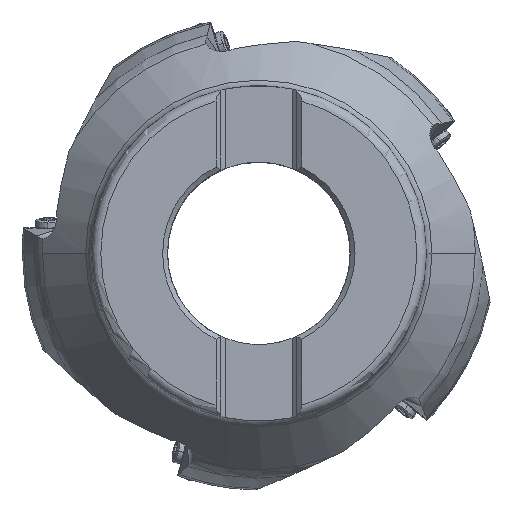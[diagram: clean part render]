
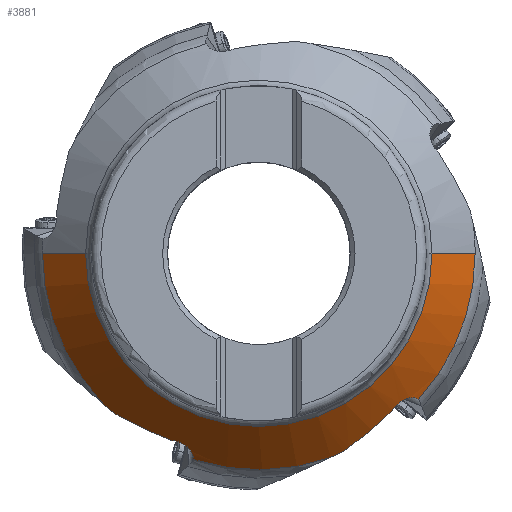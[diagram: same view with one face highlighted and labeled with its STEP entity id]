
A CAD part, top view. The second image highlights one B-rep face of the part: STEP entity #3881.
In plain terms, the highlighted conical face has half-angle 40 degrees and reference radius 40.672 mm.
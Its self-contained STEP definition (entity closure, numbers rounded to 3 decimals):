
#238=CONICAL_SURFACE('',#15096,40.672,40.);
#384=B_SPLINE_CURVE_WITH_KNOTS('',3,(#21038,#21039,#21040,#21041),
 .UNSPECIFIED.,.F.,.F.,(4,4),(0.,1.),.UNSPECIFIED.);
#578=B_SPLINE_CURVE_WITH_KNOTS('',3,(#24058,#24059,#24060,#24061,#24062,
#24063,#24064,#24065,#24066,#24067,#24068,#24069,#24070,#24071,#24072,#24073,
#24074,#24075,#24076),.UNSPECIFIED.,.F.,.F.,(4,3,3,3,3,3,4),(0.,0.181,
0.362,0.54,0.714,0.888,
1.),.UNSPECIFIED.);
#580=B_SPLINE_CURVE_WITH_KNOTS('',3,(#24085,#24086,#24087,#24088),
 .UNSPECIFIED.,.F.,.F.,(4,4),(0.,1.),.UNSPECIFIED.);
#584=B_SPLINE_CURVE_WITH_KNOTS('',3,(#24115,#24116,#24117,#24118),
 .UNSPECIFIED.,.F.,.F.,(4,4),(0.,1.),.UNSPECIFIED.);
#585=B_SPLINE_CURVE_WITH_KNOTS('',3,(#24123,#24124,#24125,#24126),
 .UNSPECIFIED.,.F.,.F.,(4,4),(0.,1.),.UNSPECIFIED.);
#586=B_SPLINE_CURVE_WITH_KNOTS('',3,(#24129,#24130,#24131,#24132),
 .UNSPECIFIED.,.F.,.F.,(4,4),(0.,1.),.UNSPECIFIED.);
#587=B_SPLINE_CURVE_WITH_KNOTS('',3,(#24134,#24135,#24136,#24137),
 .UNSPECIFIED.,.F.,.F.,(4,4),(0.,1.),.UNSPECIFIED.);
#588=B_SPLINE_CURVE_WITH_KNOTS('',3,(#24139,#24140,#24141,#24142,#24143,
#24144,#24145,#24146,#24147,#24148,#24149,#24150,#24151,#24152,#24153,#24154,
#24155,#24156,#24157),.UNSPECIFIED.,.F.,.F.,(4,3,3,3,3,3,4),(0.,0.181,
0.362,0.54,0.714,0.888,
1.),.UNSPECIFIED.);
#1264=LINE('',#21919,#2153);
#1265=LINE('',#21923,#2154);
#2153=VECTOR('',#16635,1.);
#2154=VECTOR('',#16638,1.);
#3171=FACE_OUTER_BOUND('',#5047,.T.);
#3881=ADVANCED_FACE('',(#3171),#238,.T.);
#5047=EDGE_LOOP('',(#6931,#6932,#6933,#6934,#6935,#6936,#6937,#6938,#6939,
#6940,#6941,#6942,#6943,#6944));
#6931=ORIENTED_EDGE('',*,*,#12064,.T.);
#6932=ORIENTED_EDGE('',*,*,#12065,.F.);
#6933=ORIENTED_EDGE('',*,*,#12063,.F.);
#6934=ORIENTED_EDGE('',*,*,#12056,.F.);
#6935=ORIENTED_EDGE('',*,*,#12054,.F.);
#6936=ORIENTED_EDGE('',*,*,#12049,.T.);
#6937=ORIENTED_EDGE('',*,*,#11684,.T.);
#6938=ORIENTED_EDGE('',*,*,#12066,.T.);
#6939=ORIENTED_EDGE('',*,*,#11682,.T.);
#6940=ORIENTED_EDGE('',*,*,#12067,.T.);
#6941=ORIENTED_EDGE('',*,*,#11526,.T.);
#6942=ORIENTED_EDGE('',*,*,#12068,.F.);
#6943=ORIENTED_EDGE('',*,*,#12069,.F.);
#6944=ORIENTED_EDGE('',*,*,#12070,.F.);
#10062=VERTEX_POINT('',#21037);
#10063=VERTEX_POINT('',#21042);
#10181=VERTEX_POINT('',#21918);
#10182=VERTEX_POINT('',#21920);
#10183=VERTEX_POINT('',#21922);
#10184=VERTEX_POINT('',#21924);
#10416=VERTEX_POINT('',#24022);
#10420=VERTEX_POINT('',#24077);
#10421=VERTEX_POINT('',#24089);
#10423=VERTEX_POINT('',#24094);
#10427=VERTEX_POINT('',#24121);
#10428=VERTEX_POINT('',#24122);
#10429=VERTEX_POINT('',#24133);
#10430=VERTEX_POINT('',#24138);
#11526=EDGE_CURVE('',#10063,#10062,#384,.T.);
#11682=EDGE_CURVE('',#10182,#10181,#1264,.T.);
#11684=EDGE_CURVE('',#10184,#10183,#1265,.T.);
#12049=EDGE_CURVE('',#10416,#10184,#13651,.T.);
#12054=EDGE_CURVE('',#10416,#10420,#578,.T.);
#12056=EDGE_CURVE('',#10420,#10421,#580,.T.);
#12063=EDGE_CURVE('',#10421,#10423,#584,.T.);
#12064=EDGE_CURVE('',#10427,#10428,#13652,.T.);
#12065=EDGE_CURVE('',#10423,#10428,#585,.T.);
#12066=EDGE_CURVE('',#10183,#10182,#13653,.T.);
#12067=EDGE_CURVE('',#10181,#10063,#13654,.T.);
#12068=EDGE_CURVE('',#10429,#10062,#586,.T.);
#12069=EDGE_CURVE('',#10430,#10429,#587,.T.);
#12070=EDGE_CURVE('',#10427,#10430,#588,.T.);
#13651=CIRCLE('',#15087,45.174);
#13652=CIRCLE('',#15093,45.174);
#13653=CIRCLE('',#15094,36.17);
#13654=CIRCLE('',#15095,45.174);
#15087=AXIS2_PLACEMENT_3D('',#24021,#17245,#17246);
#15093=AXIS2_PLACEMENT_3D('',#24120,#17259,#17260);
#15094=AXIS2_PLACEMENT_3D('',#24127,#17261,#17262);
#15095=AXIS2_PLACEMENT_3D('',#24128,#17263,#17264);
#15096=AXIS2_PLACEMENT_3D('',#24158,#17265,#17266);
#16635=DIRECTION('',(-0.643,0.,-0.766));
#16638=DIRECTION('',(-0.643,0.,0.766));
#17245=DIRECTION('',(0.,0.,1.));
#17246=DIRECTION('',(0.737,-0.676,0.));
#17259=DIRECTION('',(0.,0.,1.));
#17260=DIRECTION('',(-0.304,-0.953,0.));
#17261=DIRECTION('',(0.,0.,-1.));
#17262=DIRECTION('',(1.,0.,0.));
#17263=DIRECTION('',(0.,0.,1.));
#17264=DIRECTION('',(-1.,0.,0.));
#17265=DIRECTION('',(0.,0.,-1.));
#17266=DIRECTION('',(1.,0.,0.));
#21037=CARTESIAN_POINT('',(-30.068,-33.454,-26.392));
#21038=CARTESIAN_POINT('',(-32.365,-31.515,-26.623));
#21039=CARTESIAN_POINT('',(-31.603,-32.161,-26.509));
#21040=CARTESIAN_POINT('',(-30.837,-32.808,-26.432));
#21041=CARTESIAN_POINT('',(-30.068,-33.454,-26.392));
#21042=CARTESIAN_POINT('',(-32.365,-31.515,-26.623));
#21918=CARTESIAN_POINT('',(-45.174,0.,-26.623));
#21919=CARTESIAN_POINT('',(-36.17,0.,-15.892));
#21920=CARTESIAN_POINT('',(-36.17,0.,-15.892));
#21922=CARTESIAN_POINT('',(36.17,0.,-15.892));
#21923=CARTESIAN_POINT('',(45.174,0.,-26.623));
#21924=CARTESIAN_POINT('',(45.174,0.,-26.623));
#24021=CARTESIAN_POINT('',(0.,0.,-26.623));
#24022=CARTESIAN_POINT('',(33.296,-30.53,-26.623));
#24058=CARTESIAN_POINT('',(33.296,-30.53,-26.623));
#24059=CARTESIAN_POINT('',(33.068,-30.35,-26.278));
#24060=CARTESIAN_POINT('',(32.787,-30.226,-25.931));
#24061=CARTESIAN_POINT('',(32.474,-30.168,-25.611));
#24062=CARTESIAN_POINT('',(32.161,-30.11,-25.291));
#24063=CARTESIAN_POINT('',(31.808,-30.117,-24.989));
#24064=CARTESIAN_POINT('',(31.442,-30.189,-24.734));
#24065=CARTESIAN_POINT('',(31.083,-30.259,-24.483));
#24066=CARTESIAN_POINT('',(30.702,-30.394,-24.271));
#24067=CARTESIAN_POINT('',(30.329,-30.581,-24.117));
#24068=CARTESIAN_POINT('',(29.965,-30.765,-23.966));
#24069=CARTESIAN_POINT('',(29.599,-31.003,-23.867));
#24070=CARTESIAN_POINT('',(29.261,-31.275,-23.829));
#24071=CARTESIAN_POINT('',(28.924,-31.547,-23.791));
#24072=CARTESIAN_POINT('',(28.606,-31.86,-23.813));
#24073=CARTESIAN_POINT('',(28.332,-32.188,-23.89));
#24074=CARTESIAN_POINT('',(28.154,-32.399,-23.939));
#24075=CARTESIAN_POINT('',(27.992,-32.62,-24.013));
#24076=CARTESIAN_POINT('',(27.85,-32.844,-24.106));
#24077=CARTESIAN_POINT('',(27.85,-32.844,-24.106));
#24085=CARTESIAN_POINT('',(27.85,-32.844,-24.106));
#24086=CARTESIAN_POINT('',(24.966,-35.645,-24.429));
#24087=CARTESIAN_POINT('',(21.944,-38.199,-25.088));
#24088=CARTESIAN_POINT('',(18.802,-40.538,-26.042));
#24089=CARTESIAN_POINT('',(18.802,-40.538,-26.042));
#24094=CARTESIAN_POINT('',(17.757,-41.327,-26.392));
#24115=CARTESIAN_POINT('',(18.802,-40.538,-26.042));
#24116=CARTESIAN_POINT('',(18.45,-40.8,-26.149));
#24117=CARTESIAN_POINT('',(18.101,-41.063,-26.265));
#24118=CARTESIAN_POINT('',(17.757,-41.327,-26.392));
#24120=CARTESIAN_POINT('',(0.,0.,-26.623));
#24121=CARTESIAN_POINT('',(-13.748,-43.031,-26.623));
#24122=CARTESIAN_POINT('',(15.033,-42.599,-26.623));
#24123=CARTESIAN_POINT('',(17.757,-41.327,-26.392));
#24124=CARTESIAN_POINT('',(16.848,-41.754,-26.432));
#24125=CARTESIAN_POINT('',(15.939,-42.179,-26.509));
#24126=CARTESIAN_POINT('',(15.033,-42.599,-26.623));
#24127=CARTESIAN_POINT('',(0.,0.,-15.892));
#24128=CARTESIAN_POINT('',(0.,0.,-26.623));
#24129=CARTESIAN_POINT('',(-28.913,-34.072,-26.042));
#24130=CARTESIAN_POINT('',(-29.299,-33.862,-26.149));
#24131=CARTESIAN_POINT('',(-29.684,-33.656,-26.265));
#24132=CARTESIAN_POINT('',(-30.068,-33.454,-26.392));
#24133=CARTESIAN_POINT('',(-28.913,-34.072,-26.042));
#24134=CARTESIAN_POINT('',(-18.133,-39.058,-24.106));
#24135=CARTESIAN_POINT('',(-21.885,-37.615,-24.429));
#24136=CARTESIAN_POINT('',(-25.472,-35.943,-25.088));
#24137=CARTESIAN_POINT('',(-28.913,-34.072,-26.042));
#24138=CARTESIAN_POINT('',(-18.133,-39.058,-24.106));
#24139=CARTESIAN_POINT('',(-13.748,-43.031,-26.623));
#24140=CARTESIAN_POINT('',(-13.681,-42.749,-26.278));
#24141=CARTESIAN_POINT('',(-13.686,-42.441,-25.931));
#24142=CARTESIAN_POINT('',(-13.765,-42.133,-25.611));
#24143=CARTESIAN_POINT('',(-13.843,-41.825,-25.291));
#24144=CARTESIAN_POINT('',(-13.998,-41.507,-24.989));
#24145=CARTESIAN_POINT('',(-14.216,-41.206,-24.734));
#24146=CARTESIAN_POINT('',(-14.431,-40.909,-24.483));
#24147=CARTESIAN_POINT('',(-14.713,-40.619,-24.271));
#24148=CARTESIAN_POINT('',(-15.039,-40.36,-24.117));
#24149=CARTESIAN_POINT('',(-15.359,-40.106,-23.966));
#24150=CARTESIAN_POINT('',(-15.729,-39.873,-23.867));
#24151=CARTESIAN_POINT('',(-16.117,-39.681,-23.829));
#24152=CARTESIAN_POINT('',(-16.505,-39.489,-23.791));
#24153=CARTESIAN_POINT('',(-16.922,-39.332,-23.813));
#24154=CARTESIAN_POINT('',(-17.335,-39.22,-23.89));
#24155=CARTESIAN_POINT('',(-17.602,-39.148,-23.939));
#24156=CARTESIAN_POINT('',(-17.871,-39.093,-24.013));
#24157=CARTESIAN_POINT('',(-18.133,-39.058,-24.106));
#24158=CARTESIAN_POINT('',(0.,0.,-21.258));
